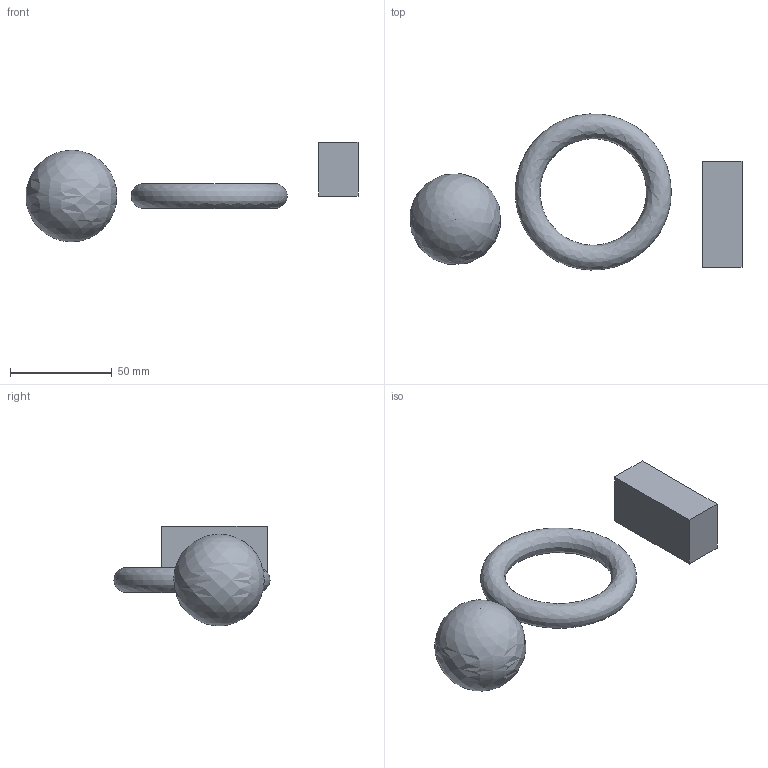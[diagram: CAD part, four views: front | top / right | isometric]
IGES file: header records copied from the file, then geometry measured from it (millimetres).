
Global section: file name: 36Htest Iges.igs; native system: Rhinoceros ( Nov  9 2020 ); preprocessor: Trout Lake IGES 012 Nov  9 2020; date: 201209.145229; units: millimetre
Bounding box: 162.91 x 76.61 x 48.86 mm (x, y, z)
Surface area: 19918.1 mm2 (no closed solid volume)
Topology: 0 solids, 0 shells, 8 faces, 29 edges, 27 vertices
Faces by surface type: bspline 8
